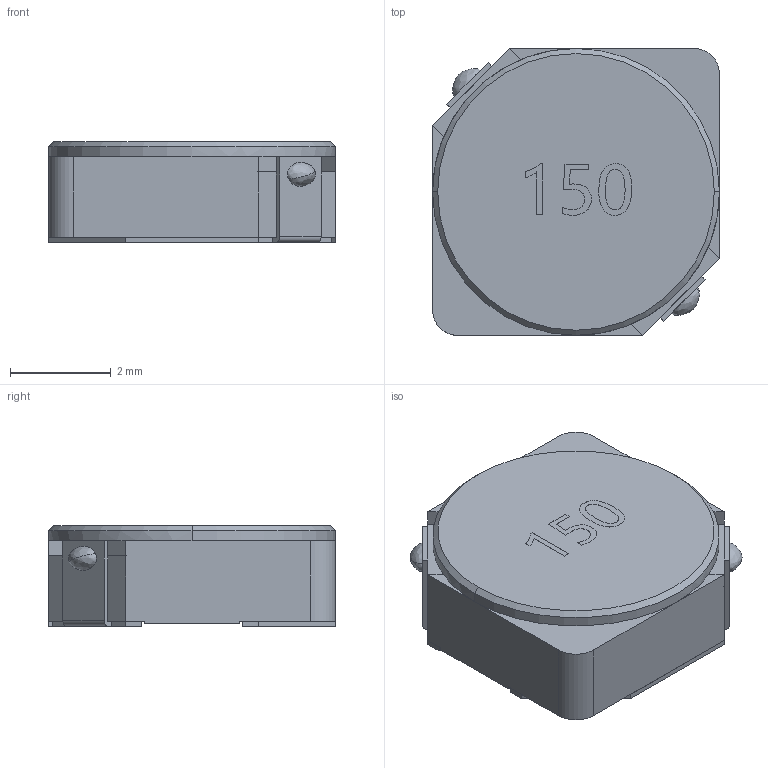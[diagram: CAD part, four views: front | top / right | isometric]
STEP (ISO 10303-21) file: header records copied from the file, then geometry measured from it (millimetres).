
FILE_DESCRIPTION (( 'STEP AP214' ), '1' );
FILE_NAME ('IND-SMD_L5.7-W5.7.STEP', '2021-07-24T04:24:24', ( '' ), ( '' ), 'SwSTEP 2.0', 'SolidWorks 2018', '' );
FILE_SCHEMA (( 'AUTOMOTIVE_DESIGN' ));
Length unit declared in the file: millimetre
Products named in the file (1): IND-SMD_L5.7-W5.7
Bounding box: 5.7 x 5.7 x 2 mm (x, y, z)
Volume: 55.8 mm3; surface area: 146.9 mm2
Topology: 3 solids, 3 shells, 181 faces, 471 edges, 306 vertices
Faces by surface type: plane 128, bspline 35, cylinder 14, cone 4
Entity records: 9188 total; most frequent: CARTESIAN_POINT 3150, ORIENTED_EDGE 934, DIRECTION 733, EDGE_CURVE 467, LINE 355, VECTOR 355, VERTEX_POINT 306, EDGE_LOOP 195
